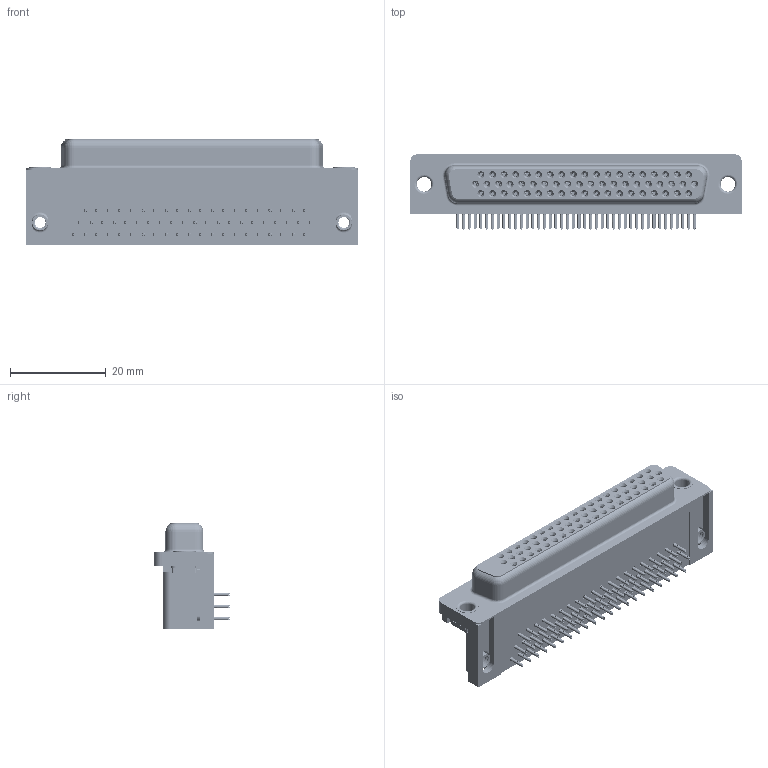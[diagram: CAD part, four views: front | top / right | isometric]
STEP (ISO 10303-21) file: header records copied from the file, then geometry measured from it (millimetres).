
FILE_DESCRIPTION (( 'STEP AP203' ), '1' );
FILE_NAME ('634-062-363-051.STEP', '2018-11-10T02:03:58', ( '' ), ( '' ), 'SwSTEP 2.0', 'SolidWorks 2016', '' );
FILE_SCHEMA (( 'CONFIG_CONTROL_DESIGN' ));
Length unit declared in the file: millimetre
Products named in the file (8): Contact Bottom; Contact Middle; Contact Top; 4-40 Threaded Board Mount; Thru Hole Rivet; 634-062-363-051; 634 Housing_62 Socket; 634 Shell_62 Socket
Assembly tree (68 placements, depth 2):
  634-062-363-051
    634 Housing_62 Socket
    634 Shell_62 Socket
    Contact Bottom  x20
    Contact Middle  x21
    Contact Top  x21
    4-40 Threaded Board Mount  x2
    Thru Hole Rivet  x2
Bounding box: 69.4 x 15.73 x 22.1 mm (x, y, z)
Volume: 12943.6 mm3; surface area: 17812.9 mm2
Topology: 72 solids, 72 shells, 9087 faces, 23874 edges, 14978 vertices
Faces by surface type: plane 4091, bspline 2158, cylinder 2048, cone 744, torus 46
Entity records: 52380 total; most frequent: CARTESIAN_POINT 14517, ORIENTED_EDGE 7378, DIRECTION 6972, EDGE_CURVE 3689, VECTOR 2576, LINE 2576, VERTEX_POINT 2362, AXIS2_PLACEMENT_3D 2198
